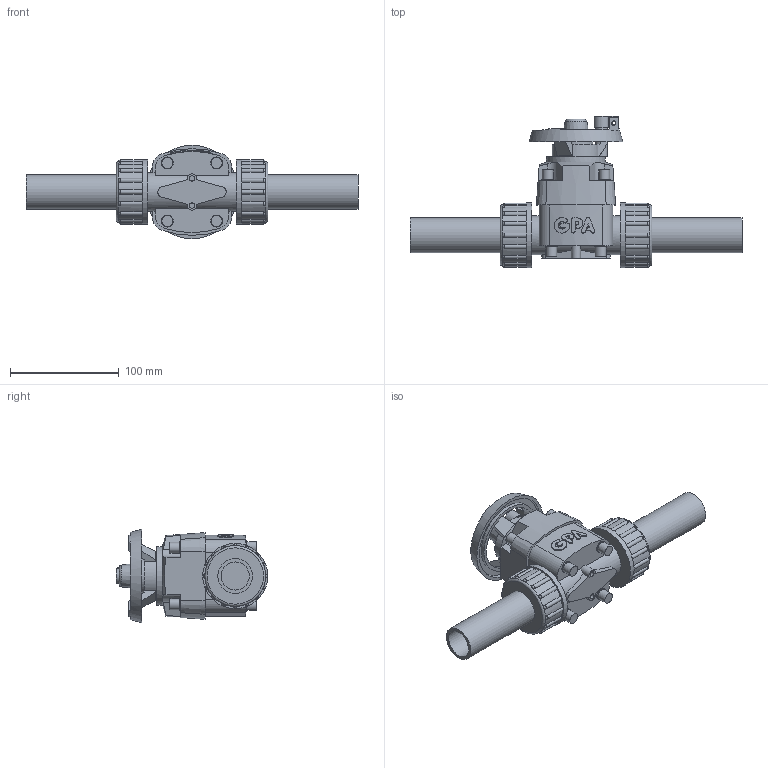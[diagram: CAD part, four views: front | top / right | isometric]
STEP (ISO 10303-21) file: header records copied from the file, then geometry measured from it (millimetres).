
FILE_DESCRIPTION(/* description */ ('PVC Diaphragm Valve with EPDM diaphragm and long PE SDR11 spigots, Ø32/DN25 , PN10'),/* implementation_level */ '2;1');
FILE_NAME(/* name */ 'T4BEU-E-032',/* time_stamp */ '2021-11-23T10:33:11+01:00',/* author */ ('COAB Solutions'),/* organization */ ('GPA Flowsystem'),/* preprocessor_version */ 'ST-DEVELOPER v18.1',/* originating_system */ 'www.coabsolutions.com',/* authorisation */ '');
FILE_SCHEMA (('AUTOMOTIVE_DESIGN { 1 0 10303 214 3 1 1 }'));
Length unit declared in the file: millimetre
Products named in the file (1): T4BEU-E-032
Bounding box: 306 x 139.71 x 86 mm (x, y, z)
Volume: 610880.4 mm3; surface area: 119838.7 mm2
Topology: 1 solids, 4 shells, 338 faces, 855 edges, 557 vertices
Faces by surface type: plane 158, cylinder 114, sphere 32, bspline 21, cone 9, torus 4
Full cylindrical faces by diameter (mm): 3.583 x1, 4.095 x1, 5 x2, 5.44 x14, 10.074 x8, 10.88 x1, 11.081 x8, 25 x2, 26 x2, 31.28 x1, 32 x2, 32.02 x2, 35.7 x2, 48.6 x2, 54.4 x1, 56 x2, 60 x2, 61.429 x1, 67.571 x1, 79.857 x1
Entity records: 11688 total; most frequent: CARTESIAN_POINT 3162, DIRECTION 1768, ORIENTED_EDGE 1710, EDGE_CURVE 855, AXIS2_PLACEMENT_3D 706, VERTEX_POINT 557, EDGE_LOOP 380, CIRCLE 373
